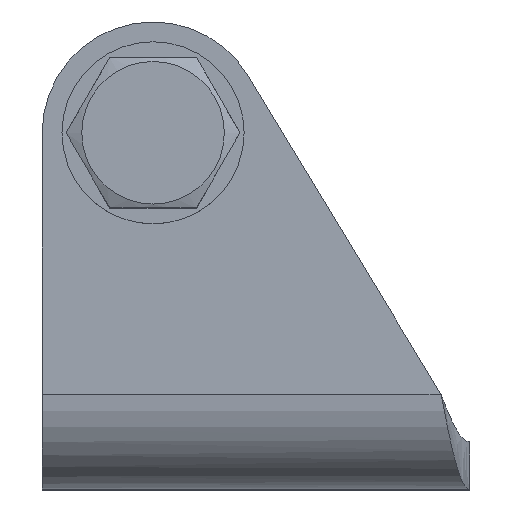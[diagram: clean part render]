
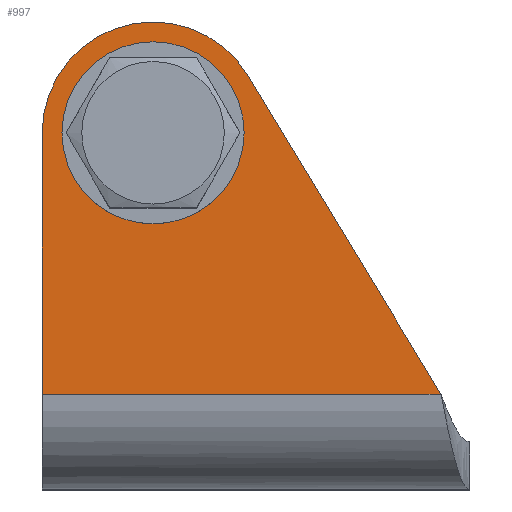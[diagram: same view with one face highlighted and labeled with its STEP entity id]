
A CAD part, top view. The second image highlights one B-rep face of the part: STEP entity #997.
In plain terms, the highlighted planar face has unit normal (0, 0, 1).
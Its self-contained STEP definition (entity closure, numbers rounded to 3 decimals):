
#946=CARTESIAN_POINT('',(8.301,-21.553,6.));
#947=DIRECTION('',(0.0,0.0,1.0));
#948=DIRECTION('',(1.0,0.0,0.0));
#949=AXIS2_PLACEMENT_3D('',#946,#947,#948);
#950=PLANE('',#949);
#951=CARTESIAN_POINT('',(-14.,-33.0,6.));
#952=VERTEX_POINT('',#951);
#953=CARTESIAN_POINT('',(36.365,-33.0,6.));
#954=VERTEX_POINT('',#953);
#955=CARTESIAN_POINT('',(-14.,-33.0,6.));
#956=DIRECTION('',(1.0,0.0,0.0));
#957=VECTOR('',#956,50.365);
#958=LINE('',#955,#957);
#959=EDGE_CURVE('',#952,#954,#958,.T.);
#960=ORIENTED_EDGE('',*,*,#959,.T.);
#961=CARTESIAN_POINT('',(11.974,7.255,6.));
#962=VERTEX_POINT('',#961);
#963=CARTESIAN_POINT('',(11.974,7.255,6.));
#964=DIRECTION('',(0.518,-0.855,0.0));
#965=VECTOR('',#964,47.068);
#966=LINE('',#963,#965);
#967=EDGE_CURVE('',#962,#954,#966,.T.);
#968=ORIENTED_EDGE('',*,*,#967,.F.);
#969=CARTESIAN_POINT('',(-14.,0.0,6.));
#970=VERTEX_POINT('',#969);
#971=CARTESIAN_POINT('',(0.0,0.0,6.));
#972=DIRECTION('',(0.0,0.0,-1.0));
#973=DIRECTION('',(-0.855,-0.518,0.0));
#974=AXIS2_PLACEMENT_3D('',#971,#972,#973);
#975=CIRCLE('',#974,14.);
#976=EDGE_CURVE('',#970,#962,#975,.T.);
#977=ORIENTED_EDGE('',*,*,#976,.F.);
#978=CARTESIAN_POINT('',(-14.,-33.0,6.));
#979=DIRECTION('',(0.0,1.0,0.0));
#980=VECTOR('',#979,33.0);
#981=LINE('',#978,#980);
#982=EDGE_CURVE('',#952,#970,#981,.T.);
#983=ORIENTED_EDGE('',*,*,#982,.F.);
#984=EDGE_LOOP('',(#960,#968,#977,#983));
#985=FACE_OUTER_BOUND('',#984,.T.);
#986=CARTESIAN_POINT('',(0.0,11.5,6.));
#987=VERTEX_POINT('',#986);
#988=CARTESIAN_POINT('',(0.0,0.0,6.));
#989=DIRECTION('',(0.0,0.0,1.0));
#990=DIRECTION('',(0.0,1.0,0.0));
#991=AXIS2_PLACEMENT_3D('',#988,#989,#990);
#992=CIRCLE('',#991,11.5);
#993=EDGE_CURVE('',#987,#987,#992,.T.);
#994=ORIENTED_EDGE('',*,*,#993,.F.);
#995=EDGE_LOOP('',(#994));
#996=FACE_BOUND('',#995,.T.);
#997=ADVANCED_FACE('',(#985,#996),#950,.T.);
